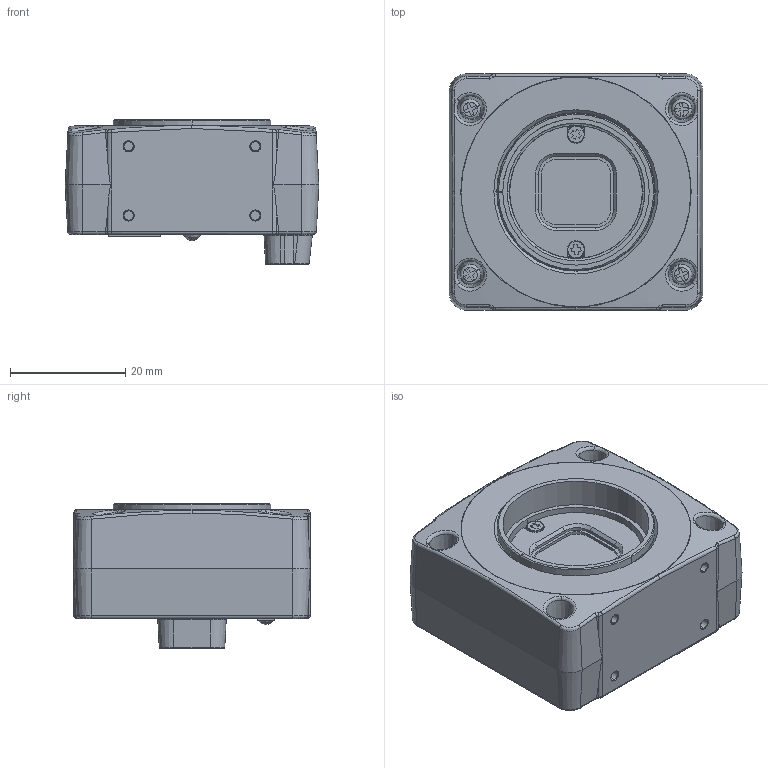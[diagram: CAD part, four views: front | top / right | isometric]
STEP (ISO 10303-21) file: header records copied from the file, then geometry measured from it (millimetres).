
FILE_DESCRIPTION (( 'STEP AP214' ), '1' );
FILE_NAME ('FFMV-01-00-R0.STEP', '2008-07-10T22:32:22', ( 'Malcolm02' ), ( '' ), 'SwSTEP 2.0', 'SolidWorks 2008', '' );
FILE_SCHEMA (( 'AUTOMOTIVE_DESIGN' ));
Length unit declared in the file: millimetre
Products named in the file (1): FFMV-01-00-R0
Bounding box: 44 x 41 x 25.15 mm (x, y, z)
Volume: 30359.5 mm3; surface area: 9080.7 mm2
Topology: 6 solids, 6 shells, 803 faces, 2045 edges, 1292 vertices
Faces by surface type: plane 410, cylinder 155, bspline 142, cone 96
Entity records: 36908 total; most frequent: CARTESIAN_POINT 13044, ORIENTED_EDGE 4080, DIRECTION 3408, EDGE_CURVE 2040, VERTEX_POINT 1292, VECTOR 1246, LINE 1246, AXIS2_PLACEMENT_3D 1081
